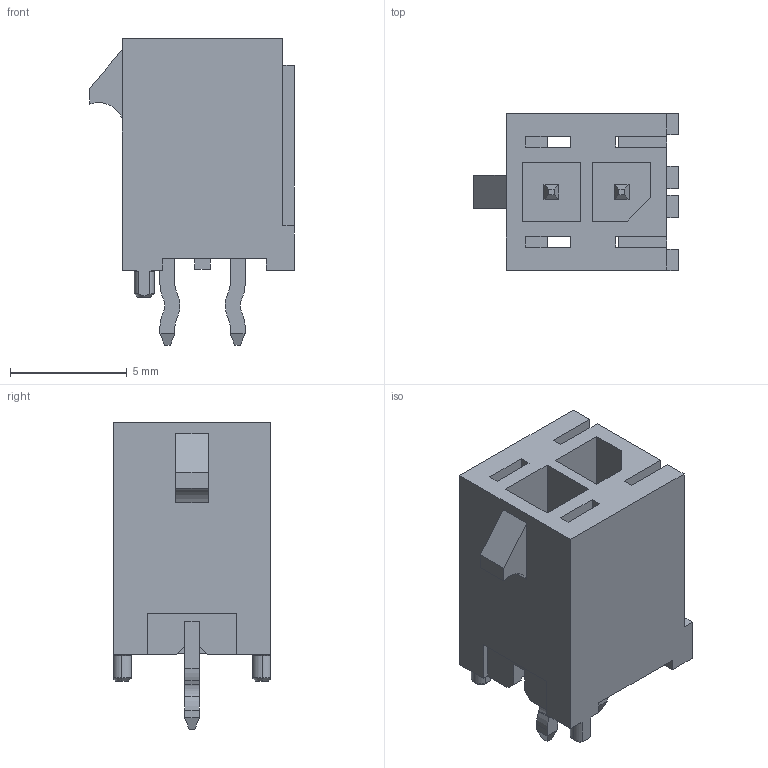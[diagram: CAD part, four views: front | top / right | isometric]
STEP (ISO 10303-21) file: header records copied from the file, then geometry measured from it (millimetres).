
FILE_DESCRIPTION(('STEP AP242'),'1');
FILE_NAME('66200221122.stp','2022-03-25T10:08:07',('TraceParts'),('TraceParts S.A.'),'Spatial InterOp 3D',' ',' ');
FILE_SCHEMA(('AP242_MANAGED_MODEL_BASED_3D_ENGINEERING_MIM_LF {1 0 10303 442 1 1 4}'));
Length unit declared in the file: millimetre
Products named in the file (1): 66200221122_1
Bounding box: 8.76 x 6.7 x 13.1 mm (x, y, z)
Volume: 324.9 mm3; surface area: 791.2 mm2
Topology: 3 solids, 3 shells, 207 faces, 594 edges, 386 vertices
Faces by surface type: plane 173, cylinder 22, cone 12
Entity records: 6738 total; most frequent: CARTESIAN_POINT 1240, ORIENTED_EDGE 1188, DIRECTION 1054, EDGE_CURVE 594, LINE 522, VECTOR 522, VERTEX_POINT 386, AXIS2_PLACEMENT_3D 266
